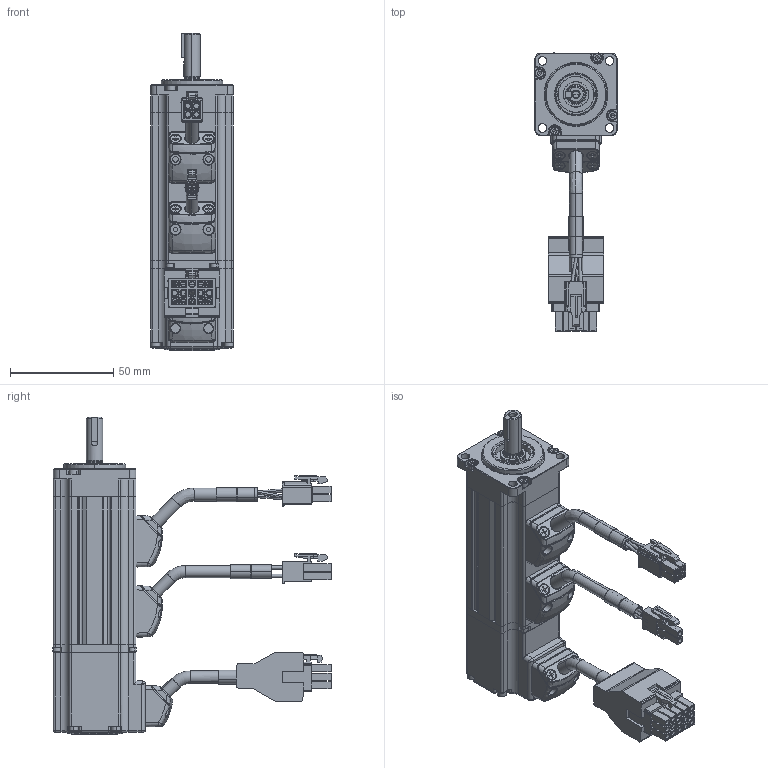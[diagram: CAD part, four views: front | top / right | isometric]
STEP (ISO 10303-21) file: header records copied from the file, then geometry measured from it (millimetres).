
FILE_DESCRIPTION (( 'STEP AP203' ), '1' );
FILE_NAME ('SM0401AE2-KCD-BNV.STEP', '2015-05-06T11:36:56', ( 'User' ), ( 'Microsoft' ), 'SwSTEP 2.0', 'SolidWorks 2007', '' );
FILE_SCHEMA (( 'CONFIG_CONTROL_DESIGN' ));
Length unit declared in the file: millimetre
Products named in the file (1): SM0401AE2-KCD-BNV
Bounding box: 40 x 134.73 x 154 mm (x, y, z)
Surface area: 48892.5 mm2 (no closed solid volume)
Topology: 0 solids, 57 shells, 1274 faces, 3801 edges, 2523 vertices
Faces by surface type: plane 617, cylinder 353, cone 108, bspline 102, torus 74, sphere 20
Entity records: 47601 total; most frequent: CARTESIAN_POINT 14041, DIRECTION 6961, ORIENTED_EDGE 6502, EDGE_CURVE 3777, VERTEX_POINT 2523, VECTOR 2363, LINE 2363, AXIS2_PLACEMENT_3D 2299
